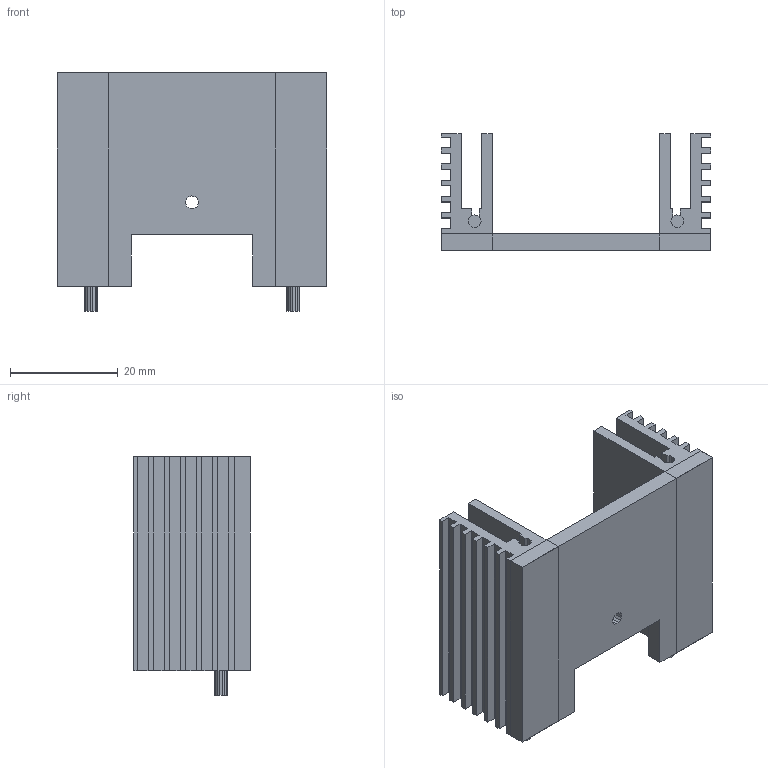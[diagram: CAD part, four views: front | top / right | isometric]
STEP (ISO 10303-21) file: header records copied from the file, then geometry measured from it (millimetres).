
FILE_DESCRIPTION(('FreeCAD Model'),'2;1');
FILE_NAME( 'disipador.stp', '2021-02-15T13:33:31',('Author'),(''), 'Open CASCADE STEP processor 7.3','FreeCAD','Unknown');
FILE_SCHEMA(('AUTOMOTIVE_DESIGN { 1 0 10303 214 1 1 1 1 }'));
Length unit declared in the file: millimetre
Products named in the file (3): difference001; Group004; Group005
Bounding box: 50 x 21.65 x 44.35 mm (x, y, z)
Volume: 15384.8 mm3; surface area: 14242.7 mm2
Topology: 5 solids, 5 shells, 159 faces, 1203 edges, 3322 vertices
Faces by surface type: plane 159
Entity records: 14927 total; most frequent: CARTESIAN_POINT 4685, DIRECTION 1523, LINE 1203, VECTOR 1203, ORIENTED_EDGE 894, GEOMETRIC_CURVE_SET 758, TRIMMED_CURVE 756, EDGE_CURVE 447
